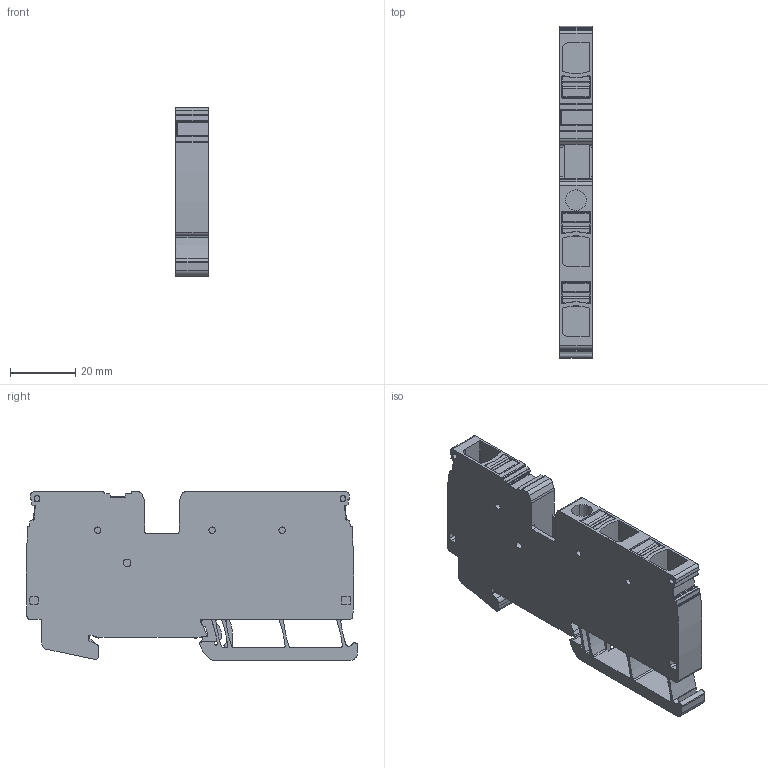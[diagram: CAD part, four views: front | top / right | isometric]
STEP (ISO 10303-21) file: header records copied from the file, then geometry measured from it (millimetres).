
FILE_DESCRIPTION(('CATIA V5 STEP Exchange','CAx-IF Rec.Pracs.--- Model Styling and Organization---1.5--- 2016-08-15','CAx-IF Rec.Pracs.---Supplemental Geometry---1.0---2011-11-01','CAx-IF Rec.Pracs.--- Composite Materials ---1.1---2010-07-15'),'2;1');
FILE_NAME ('D1462813_1', '2025-09-22T09:11:00+00:00', ('none'), ('Weidmueller'), 'CATIA Version 5-6 Release 2024 SP4', 'CATIA V5 STEP AP214 v3', 'none');
FILE_SCHEMA(('AUTOMOTIVE_DESIGN { 1 0 10303 214 1 1 1 1 }'));
Length unit declared in the file: millimetre
Products named in the file (1): 2490590000
Bounding box: 10 x 101.48 x 51.45 mm (x, y, z)
Volume: 38010.2 mm3; surface area: 17460.1 mm2
Topology: 1 solids, 4 shells, 629 faces, 1827 edges, 1211 vertices
Faces by surface type: plane 306, cylinder 297, sphere 12, cone 8, torus 6
Entity records: 20118 total; most frequent: CARTESIAN_POINT 4141, ORIENTED_EDGE 3630, DIRECTION 2654, EDGE_CURVE 1815, VERTEX_POINT 1211, VECTOR 1153, LINE 1153, AXIS2_PLACEMENT_3D 1038
